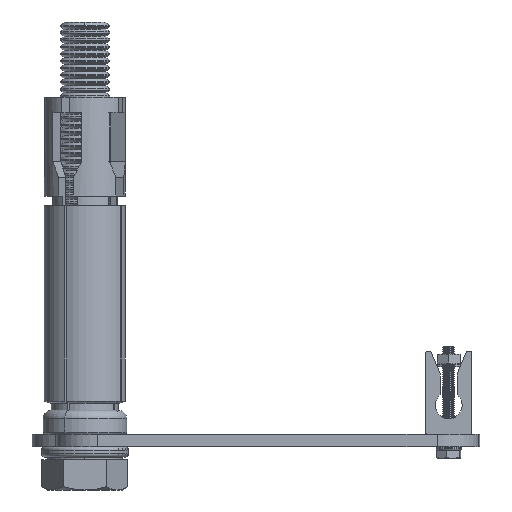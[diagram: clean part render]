
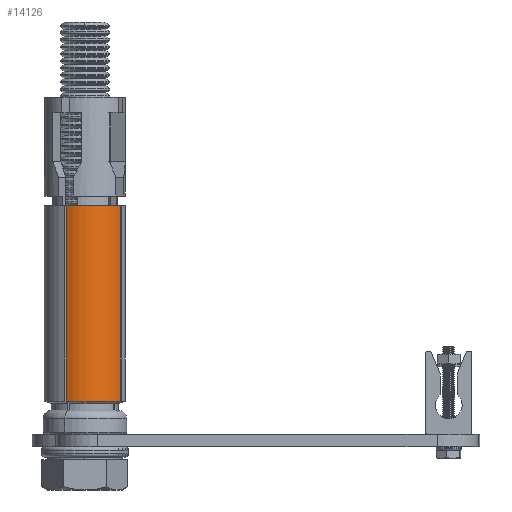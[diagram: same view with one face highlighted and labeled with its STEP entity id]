
A CAD part, left-side view. The second image highlights one B-rep face of the part: STEP entity #14126.
In plain terms, the highlighted cylindrical face has radius 9.8 mm (diameter 19.6 mm), a partial arc.
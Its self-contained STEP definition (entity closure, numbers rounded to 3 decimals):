
#49 = DIRECTION ( 'NONE',  ( 0., 0., 1. ) ) ;
#999 = CARTESIAN_POINT ( 'NONE',  ( 9.797, -0.25, 40.65 ) ) ;
#1290 = CARTESIAN_POINT ( 'NONE',  ( 0., 0., 32.65 ) ) ;
#2014 = CARTESIAN_POINT ( 'NONE',  ( 0., 0., -14.55 ) ) ;
#3058 = AXIS2_PLACEMENT_3D ( 'NONE', #25192, #49, #4119 ) ;
#4119 = DIRECTION ( 'NONE',  ( 1., 0., 0. ) ) ;
#4618 = ORIENTED_EDGE ( 'NONE', *, *, #19301, .F. ) ;
#5064 = CYLINDRICAL_SURFACE ( 'NONE', #3058, 9.8 ) ;
#5822 = CIRCLE ( 'NONE', #12852, 9.8 ) ;
#6291 = DIRECTION ( 'NONE',  ( 1., 0., 0. ) ) ;
#6872 = CARTESIAN_POINT ( 'NONE',  ( 0.25, -9.797, 40.65 ) ) ;
#7261 = LINE ( 'NONE', #6872, #21243 ) ;
#7454 = VERTEX_POINT ( 'NONE', #27462 ) ;
#7892 = CARTESIAN_POINT ( 'NONE',  ( 9.797, -0.25, -14.55 ) ) ;
#8409 = EDGE_CURVE ( 'NONE', #18563, #13567, #17009, .T. ) ;
#10827 = AXIS2_PLACEMENT_3D ( 'NONE', #1290, #24410, #20427 ) ;
#10955 = ORIENTED_EDGE ( 'NONE', *, *, #8409, .F. ) ;
#12490 = EDGE_CURVE ( 'NONE', #7454, #13567, #5822, .T. ) ;
#12852 = AXIS2_PLACEMENT_3D ( 'NONE', #2014, #23224, #6291 ) ;
#13567 = VERTEX_POINT ( 'NONE', #7892 ) ;
#13769 = ORIENTED_EDGE ( 'NONE', *, *, #20947, .T. ) ;
#14126 = ADVANCED_FACE ( 'NONE', ( #24014 ), #5064, .T. ) ;
#14913 = CARTESIAN_POINT ( 'NONE',  ( 0.25, -9.797, 32.65 ) ) ;
#15273 = ORIENTED_EDGE ( 'NONE', *, *, #12490, .T. ) ;
#17009 = LINE ( 'NONE', #999, #18338 ) ;
#18112 = CIRCLE ( 'NONE', #10827, 9.8 ) ;
#18338 = VECTOR ( 'NONE', #20222, 1000. ) ;
#18563 = VERTEX_POINT ( 'NONE', #26535 ) ;
#19301 = EDGE_CURVE ( 'NONE', #7454, #25763, #7261, .T. ) ;
#20222 = DIRECTION ( 'NONE',  ( 0., 0., -1. ) ) ;
#20427 = DIRECTION ( 'NONE',  ( 1., 0., 0. ) ) ;
#20947 = EDGE_CURVE ( 'NONE', #18563, #25763, #18112, .T. ) ;
#21243 = VECTOR ( 'NONE', #25645, 1000. ) ;
#23202 = EDGE_LOOP ( 'NONE', ( #10955, #13769, #4618, #15273 ) ) ;
#23224 = DIRECTION ( 'NONE',  ( 0., 0., 1. ) ) ;
#24014 = FACE_OUTER_BOUND ( 'NONE', #23202, .T. ) ;
#24410 = DIRECTION ( 'NONE',  ( 0., 0., -1. ) ) ;
#25192 = CARTESIAN_POINT ( 'NONE',  ( 0., 0., 40.65 ) ) ;
#25645 = DIRECTION ( 'NONE',  ( 0., 0., 1. ) ) ;
#25763 = VERTEX_POINT ( 'NONE', #14913 ) ;
#26535 = CARTESIAN_POINT ( 'NONE',  ( 9.797, -0.25, 32.65 ) ) ;
#27462 = CARTESIAN_POINT ( 'NONE',  ( 0.25, -9.797, -14.55 ) ) ;
